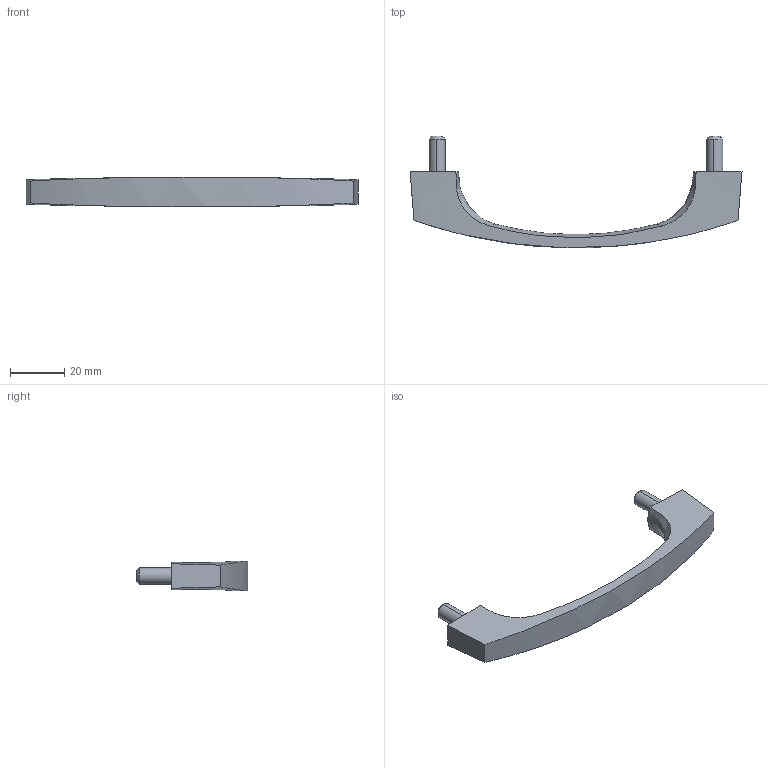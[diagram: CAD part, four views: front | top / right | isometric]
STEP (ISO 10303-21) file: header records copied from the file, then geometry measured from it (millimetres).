
FILE_DESCRIPTION( (''), '2;1');
FILE_NAME ('PC013.1188.THA_101S_1_13367.stp','2024-05-30T19:10:28',(''),(''),'spGate 19.8.4 (****-****-****-****)','','');
FILE_SCHEMA (('AUTOMOTIVE_DESIGN'));
Length unit declared in the file: millimetre
Products named in the file (3): Assembly; screw; pull
Assembly tree (3 placements, depth 2):
  Assembly
    screw  x2
    pull
Bounding box: 122 x 40.95 x 11.01 mm (x, y, z)
Volume: 12676.5 mm3; surface area: 6518.7 mm2
Topology: 3 solids, 3 shells, 30 faces, 84 edges, 62 vertices
Faces by surface type: cylinder 11, plane 10, bspline 9
Entity records: 2657 total; most frequent: CARTESIAN_POINT 1523, ORIENTED_EDGE 130, DIRECTION 114, COLOUR_RGB 91, PRESENTATION_STYLE_ASSIGNMENT 91, STYLED_ITEM 91, EDGE_CURVE 65, DRAUGHTING_PRE_DEFINED_CURVE_FONT 65
